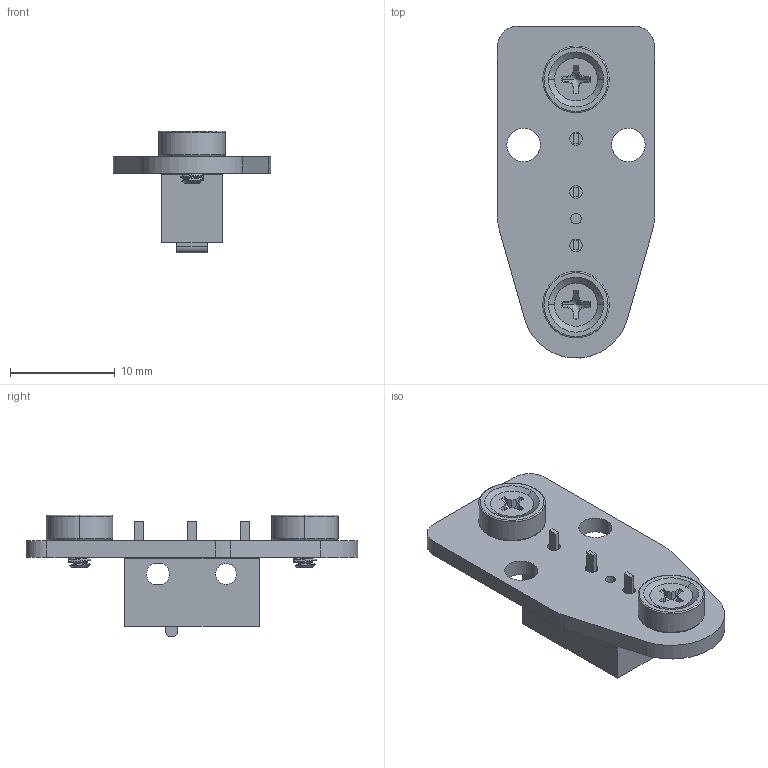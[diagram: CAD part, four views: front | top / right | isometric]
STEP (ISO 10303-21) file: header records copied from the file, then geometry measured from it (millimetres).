
FILE_DESCRIPTION(('STEP AP214'),'1');
FILE_NAME('Bottom_Board.stp','2020-11-21T04:03:15',(' '),(' '),'Spatial InterOp 3D',' ',' ');
FILE_SCHEMA(('automotive_design'));
Length unit declared in the file: inch
Products named in the file (7): 1; 2; 3; 4; 5; 6; 7
Bounding box: 15 x 31.68 x 11.62 mm (x, y, z)
Volume: 1213.3 mm3; surface area: 1908.8 mm2
Topology: 7 solids, 7 shells, 193 faces, 577 edges, 398 vertices
Faces by surface type: plane 80, cylinder 69, cone 32, torus 8, bspline 4
Full cylindrical faces by diameter (mm): 2.184 x2
Entity records: 14239 total; most frequent: CARTESIAN_POINT 7687, ORIENTED_EDGE 1130, DIRECTION 935, EDGE_CURVE 565, VERTEX_POINT 396, AXIS2_PLACEMENT_3D 344, LINE 247, VECTOR 247
